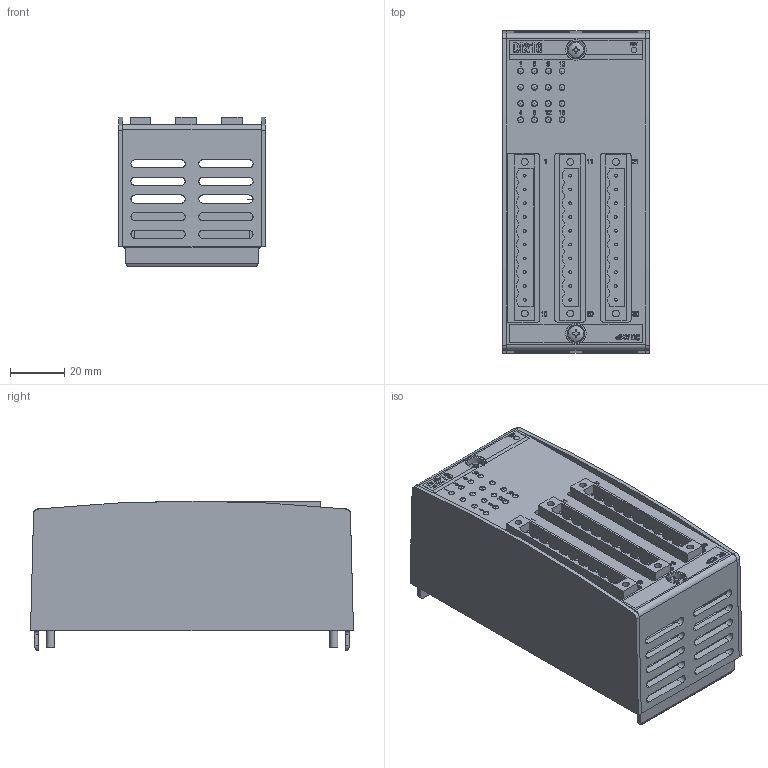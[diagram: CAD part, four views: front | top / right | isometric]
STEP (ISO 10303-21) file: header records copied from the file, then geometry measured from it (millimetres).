
FILE_DESCRIPTION(/* description */ (''),/* implementation_level */ '2;1');
FILE_NAME(/* name */ 'DI216.stp',/* time_stamp */ '2021-04-28T09:56:40+02:00',/* author */ ('lule'),/* organization */ (''),/* preprocessor_version */ 'ST-DEVELOPER v18.1',/* originating_system */ 'Autodesk Inventor 2021',/* authorisation */ '');
FILE_SCHEMA (('AUTOMOTIVE_DESIGN { 1 0 10303 214 3 1 1 }'));
Length unit declared in the file: millimetre
Products named in the file (8): DI216; DI216_reduziert; M0018200001; M0016939000; M0018203000; M0016949000; M0016934000; M0016950000
Assembly tree (12 placements, depth 3):
  DI216
    DI216_reduziert
      M0018200001
      M0016939000  x2
      M0018203000  x3
      M0016949000  x2
      M0016934000  x2
      M0016950000
Bounding box: 54 x 119 x 55.2 mm (x, y, z)
Volume: 71576.7 mm3; surface area: 84116.4 mm2
Topology: 14 solids, 14 shells, 1342 faces, 3715 edges, 2477 vertices
Faces by surface type: plane 688, bspline 306, cylinder 285, sphere 34, cone 29
Full cylindrical faces by diameter (mm): 1 x30, 2.1 x3, 2.2 x16, 2.5 x6, 3 x2, 3.06 x4, 3.5 x18, 6.6 x2, 7.6 x2
Entity records: 41821 total; most frequent: CARTESIAN_POINT 11116, ORIENTED_EDGE 6704, DIRECTION 5040, EDGE_CURVE 3352, VERTEX_POINT 2259, LINE 1938, VECTOR 1938, AXIS2_PLACEMENT_3D 1551
